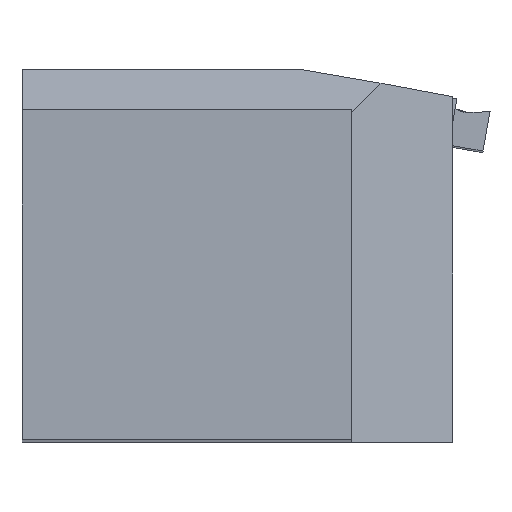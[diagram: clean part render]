
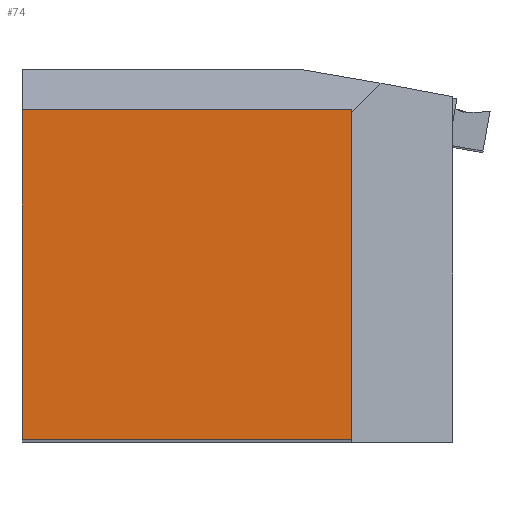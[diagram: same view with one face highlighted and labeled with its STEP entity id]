
A CAD part, top view. The second image highlights one B-rep face of the part: STEP entity #74.
In plain terms, the highlighted planar face has unit normal (0, 0, 1).
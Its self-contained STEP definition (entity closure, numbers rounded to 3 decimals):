
#74=ADVANCED_FACE('',(#144),#111,.T.);
#111=PLANE('',#729);
#144=FACE_OUTER_BOUND('',#181,.T.);
#181=EDGE_LOOP('',(#218,#219,#220,#221));
#218=ORIENTED_EDGE('',*,*,#460,.F.);
#219=ORIENTED_EDGE('',*,*,#461,.T.);
#220=ORIENTED_EDGE('',*,*,#462,.T.);
#221=ORIENTED_EDGE('',*,*,#463,.F.);
#400=VERTEX_POINT('',#916);
#401=VERTEX_POINT('',#917);
#402=VERTEX_POINT('',#919);
#403=VERTEX_POINT('',#921);
#460=EDGE_CURVE('',#400,#401,#551,.T.);
#461=EDGE_CURVE('',#400,#402,#552,.T.);
#462=EDGE_CURVE('',#402,#403,#553,.T.);
#463=EDGE_CURVE('',#401,#403,#554,.T.);
#551=LINE('',#915,#626);
#552=LINE('',#918,#627);
#553=LINE('',#920,#628);
#554=LINE('',#922,#629);
#626=VECTOR('',#770,1.);
#627=VECTOR('',#771,1.);
#628=VECTOR('',#772,1.);
#629=VECTOR('',#773,1.);
#729=AXIS2_PLACEMENT_3D('',#923,#774,#775);
#770=DIRECTION('',(0.,1.,0.));
#771=DIRECTION('',(1.,0.,0.));
#772=DIRECTION('',(0.,1.,0.));
#773=DIRECTION('',(1.,0.,0.));
#774=DIRECTION('',(0.,0.,1.));
#775=DIRECTION('',(0.,-1.,0.));
#915=CARTESIAN_POINT('',(-12.45,-99.9,119.));
#916=CARTESIAN_POINT('',(-12.45,-24.9,119.));
#917=CARTESIAN_POINT('',(-12.45,0.,119.));
#918=CARTESIAN_POINT('',(-77.1,-24.9,119.));
#919=CARTESIAN_POINT('',(12.45,-24.9,119.));
#920=CARTESIAN_POINT('',(12.45,-99.9,119.));
#921=CARTESIAN_POINT('',(12.45,0.,119.));
#922=CARTESIAN_POINT('',(-77.1,0.,119.));
#923=CARTESIAN_POINT('',(12.45,-99.9,119.));
